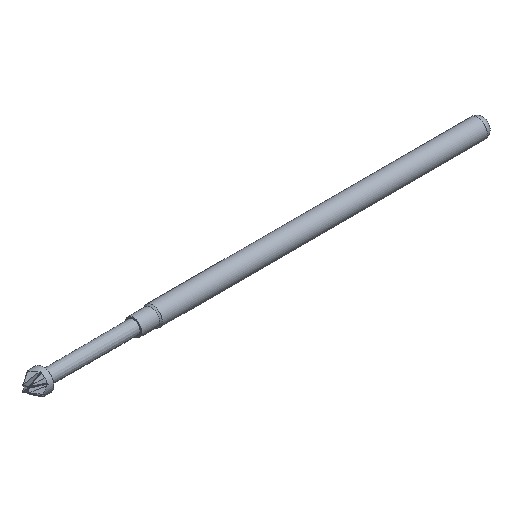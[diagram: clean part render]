
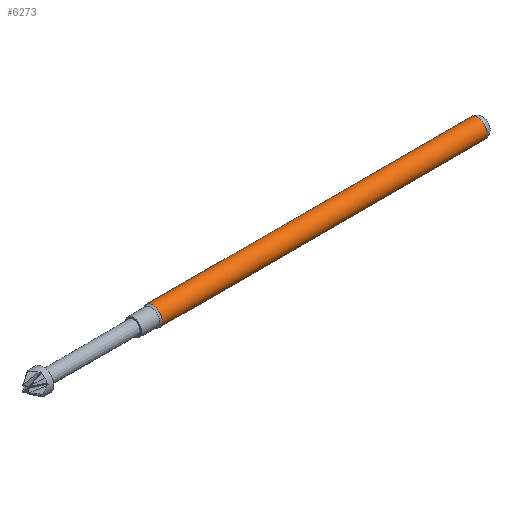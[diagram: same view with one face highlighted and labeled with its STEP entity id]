
A CAD part, isometric view. The second image highlights one B-rep face of the part: STEP entity #6273.
In plain terms, the highlighted cylindrical face has radius 0.683 mm (diameter 1.367 mm), a full revolution.
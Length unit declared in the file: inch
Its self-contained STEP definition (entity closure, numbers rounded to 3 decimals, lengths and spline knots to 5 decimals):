
#699 = ORIENTED_EDGE ( 'NONE', *, *, #5227, .T. ) ;
#705 = VERTEX_POINT ( 'NONE', #3143 ) ;
#869 = CYLINDRICAL_SURFACE ( 'NONE', #4488, 0.0269 ) ;
#982 = DIRECTION ( 'NONE',  ( 0., 0., 1. ) ) ;
#1029 = DIRECTION ( 'NONE',  ( 0., 1., 0. ) ) ;
#1135 = FACE_OUTER_BOUND ( 'NONE', #2223, .T. ) ;
#1799 = FACE_OUTER_BOUND ( 'NONE', #5725, .T. ) ;
#2144 = CARTESIAN_POINT ( 'NONE',  ( -0.00131, 0., 0. ) ) ;
#2223 = EDGE_LOOP ( 'NONE', ( #4842 ) ) ;
#2352 = EDGE_CURVE ( 'NONE', #705, #705, #4705, .T. ) ;
#3143 = CARTESIAN_POINT ( 'NONE',  ( 0.9238, 0., -0.0269 ) ) ;
#3689 = CARTESIAN_POINT ( 'NONE',  ( 0.9438, 0., 0. ) ) ;
#3780 = DIRECTION ( 'NONE',  ( -1., 0., 0. ) ) ;
#4238 = CARTESIAN_POINT ( 'NONE',  ( -0.00131, 0.0269, 0. ) ) ;
#4488 = AXIS2_PLACEMENT_3D ( 'NONE', #3689, #5236, #982 ) ;
#4705 = CIRCLE ( 'NONE', #5171, 0.0269 ) ;
#4782 = DIRECTION ( 'NONE',  ( 0., 0., -1. ) ) ;
#4842 = ORIENTED_EDGE ( 'NONE', *, *, #2352, .T. ) ;
#5171 = AXIS2_PLACEMENT_3D ( 'NONE', #6957, #3780, #4782 ) ;
#5227 = EDGE_CURVE ( 'NONE', #5423, #5423, #5480, .T. ) ;
#5236 = DIRECTION ( 'NONE',  ( -1., 0., 0. ) ) ;
#5423 = VERTEX_POINT ( 'NONE', #4238 ) ;
#5480 = CIRCLE ( 'NONE', #6657, 0.0269 ) ;
#5725 = EDGE_LOOP ( 'NONE', ( #699 ) ) ;
#6273 = ADVANCED_FACE ( 'NONE', ( #1799, #1135 ), #869, .T. ) ;
#6413 = DIRECTION ( 'NONE',  ( 1., 0., 0. ) ) ;
#6657 = AXIS2_PLACEMENT_3D ( 'NONE', #2144, #6413, #1029 ) ;
#6957 = CARTESIAN_POINT ( 'NONE',  ( 0.9238, 0., 0. ) ) ;
